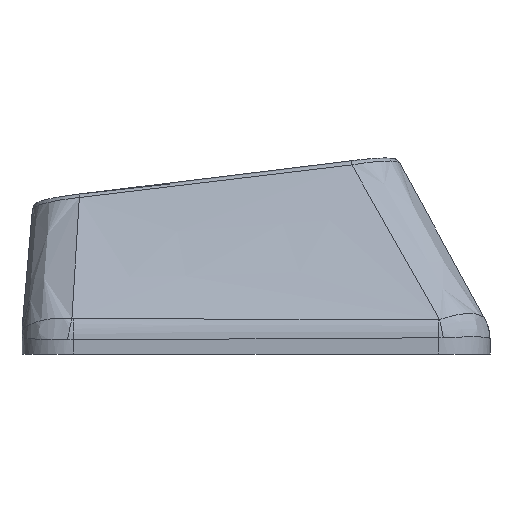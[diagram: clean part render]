
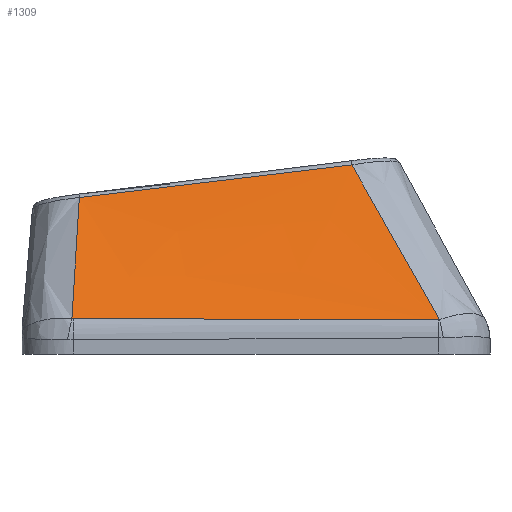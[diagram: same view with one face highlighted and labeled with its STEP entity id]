
A CAD part, left-side view. The second image highlights one B-rep face of the part: STEP entity #1309.
In plain terms, the highlighted free-form (B-spline) face has degree [3, 3] with [4, 4] control points.
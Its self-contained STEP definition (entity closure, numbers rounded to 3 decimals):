
#208=B_SPLINE_SURFACE_WITH_KNOTS('',3,3,((#2378,#2379,#2380,#2381),(#2382,
#2383,#2384,#2385),(#2386,#2387,#2388,#2389),(#2390,#2391,#2392,#2393)),
 .UNSPECIFIED.,.F.,.F.,.F.,(4,4),(4,4),(0.099,0.893),
(0.026,0.95),.UNSPECIFIED.);
#257=FACE_OUTER_BOUND('',#338,.T.);
#338=EDGE_LOOP('',(#963,#964,#965,#966,#967,#968));
#424=B_SPLINE_CURVE_WITH_KNOTS('',3,(#2056,#2057,#2058,#2059),
 .UNSPECIFIED.,.F.,.F.,(4,4),(0.,0.005),
 .UNSPECIFIED.);
#426=B_SPLINE_CURVE_WITH_KNOTS('',3,(#2083,#2084,#2085,#2086),
 .UNSPECIFIED.,.F.,.F.,(4,4),(0.,1.416),.UNSPECIFIED.);
#428=B_SPLINE_CURVE_WITH_KNOTS('',3,(#2110,#2111,#2112,#2113),
 .UNSPECIFIED.,.F.,.F.,(4,4),(0.,0.006),
 .UNSPECIFIED.);
#443=B_SPLINE_CURVE_WITH_KNOTS('',3,(#2395,#2396,#2397,#2398),
 .UNSPECIFIED.,.F.,.F.,(4,4),(0.022,0.781),
 .UNSPECIFIED.);
#444=B_SPLINE_CURVE_WITH_KNOTS('',3,(#2400,#2401,#2402,#2403),
 .UNSPECIFIED.,.F.,.F.,(4,4),(-1.065,0.),
 .UNSPECIFIED.);
#445=B_SPLINE_CURVE_WITH_KNOTS('',3,(#2404,#2405,#2406,#2407),
 .UNSPECIFIED.,.F.,.F.,(4,4),(-0.582,-0.018),
 .UNSPECIFIED.);
#552=VERTEX_POINT('',#2018);
#554=VERTEX_POINT('',#2049);
#556=VERTEX_POINT('',#2076);
#558=VERTEX_POINT('',#2103);
#574=VERTEX_POINT('',#2394);
#575=VERTEX_POINT('',#2399);
#698=EDGE_CURVE('',#552,#554,#424,.T.);
#701=EDGE_CURVE('',#554,#556,#426,.T.);
#704=EDGE_CURVE('',#556,#558,#428,.T.);
#728=EDGE_CURVE('',#574,#552,#443,.T.);
#729=EDGE_CURVE('',#575,#574,#444,.T.);
#730=EDGE_CURVE('',#558,#575,#445,.T.);
#963=ORIENTED_EDGE('',*,*,#704,.F.);
#964=ORIENTED_EDGE('',*,*,#701,.F.);
#965=ORIENTED_EDGE('',*,*,#698,.F.);
#966=ORIENTED_EDGE('',*,*,#728,.F.);
#967=ORIENTED_EDGE('',*,*,#729,.F.);
#968=ORIENTED_EDGE('',*,*,#730,.F.);
#1309=ADVANCED_FACE('',(#257),#208,.T.);
#2018=CARTESIAN_POINT('',(-16.051,-7.124,0.33));
#2049=CARTESIAN_POINT('',(-16.053,-7.077,0.326));
#2056=CARTESIAN_POINT('Ctrl Pts',(-16.051,-7.124,0.33));
#2057=CARTESIAN_POINT('Ctrl Pts',(-16.052,-7.108,0.328));
#2058=CARTESIAN_POINT('Ctrl Pts',(-16.053,-7.093,0.326));
#2059=CARTESIAN_POINT('Ctrl Pts',(-16.053,-7.077,0.326));
#2076=CARTESIAN_POINT('',(-15.974,7.086,0.377));
#2083=CARTESIAN_POINT('Ctrl Pts',(-16.053,-7.077,0.326));
#2084=CARTESIAN_POINT('Ctrl Pts',(-16.033,-2.356,0.342));
#2085=CARTESIAN_POINT('Ctrl Pts',(-16.008,2.365,0.359));
#2086=CARTESIAN_POINT('Ctrl Pts',(-15.974,7.086,0.377));
#2103=CARTESIAN_POINT('',(-15.97,7.144,0.382));
#2110=CARTESIAN_POINT('Ctrl Pts',(-15.974,7.086,0.377));
#2111=CARTESIAN_POINT('Ctrl Pts',(-15.974,7.106,0.377));
#2112=CARTESIAN_POINT('Ctrl Pts',(-15.973,7.125,0.379));
#2113=CARTESIAN_POINT('Ctrl Pts',(-15.97,7.144,0.382));
#2378=CARTESIAN_POINT('Ctrl Pts',(-12.87,-4.102,6.384));
#2379=CARTESIAN_POINT('Ctrl Pts',(-13.931,-5.11,4.365));
#2380=CARTESIAN_POINT('Ctrl Pts',(-14.992,-6.118,2.346));
#2381=CARTESIAN_POINT('Ctrl Pts',(-16.053,-7.125,0.327));
#2382=CARTESIAN_POINT('Ctrl Pts',(-12.87,-0.353,5.94));
#2383=CARTESIAN_POINT('Ctrl Pts',(-13.931,-1.025,4.061));
#2384=CARTESIAN_POINT('Ctrl Pts',(-14.992,-1.697,2.182));
#2385=CARTESIAN_POINT('Ctrl Pts',(-16.053,-2.369,0.304));
#2386=CARTESIAN_POINT('Ctrl Pts',(-12.87,3.396,5.495));
#2387=CARTESIAN_POINT('Ctrl Pts',(-13.931,3.06,3.757));
#2388=CARTESIAN_POINT('Ctrl Pts',(-14.992,2.724,2.019));
#2389=CARTESIAN_POINT('Ctrl Pts',(-16.053,2.388,0.281));
#2390=CARTESIAN_POINT('Ctrl Pts',(-12.87,7.145,5.05));
#2391=CARTESIAN_POINT('Ctrl Pts',(-13.931,7.145,3.453));
#2392=CARTESIAN_POINT('Ctrl Pts',(-14.992,7.144,1.856));
#2393=CARTESIAN_POINT('Ctrl Pts',(-16.053,7.144,0.258));
#2394=CARTESIAN_POINT('',(-12.87,-3.717,6.339));
#2395=CARTESIAN_POINT('Ctrl Pts',(-12.87,-3.717,6.339));
#2396=CARTESIAN_POINT('Ctrl Pts',(-13.937,-4.859,4.341));
#2397=CARTESIAN_POINT('Ctrl Pts',(-14.996,-5.993,2.337));
#2398=CARTESIAN_POINT('Ctrl Pts',(-16.051,-7.124,0.33));
#2399=CARTESIAN_POINT('',(-12.877,6.855,5.074));
#2400=CARTESIAN_POINT('Ctrl Pts',(-12.877,6.855,5.074));
#2401=CARTESIAN_POINT('Ctrl Pts',(-12.876,3.33,5.493));
#2402=CARTESIAN_POINT('Ctrl Pts',(-12.873,-0.194,
5.915));
#2403=CARTESIAN_POINT('Ctrl Pts',(-12.87,-3.717,6.339));
#2404=CARTESIAN_POINT('Ctrl Pts',(-15.97,7.144,0.382));
#2405=CARTESIAN_POINT('Ctrl Pts',(-14.934,7.04,1.943));
#2406=CARTESIAN_POINT('Ctrl Pts',(-13.902,6.942,3.507));
#2407=CARTESIAN_POINT('Ctrl Pts',(-12.877,6.855,5.074));
